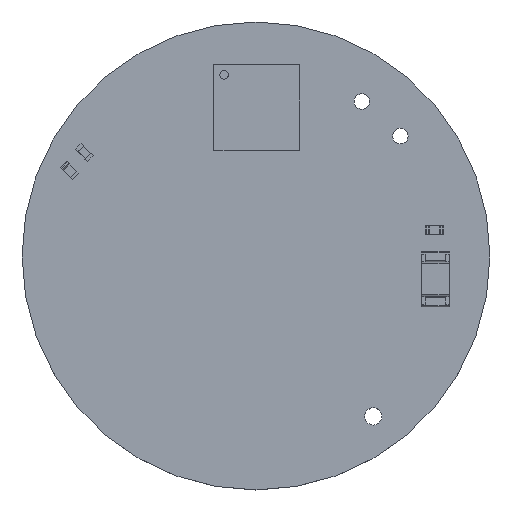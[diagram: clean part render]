
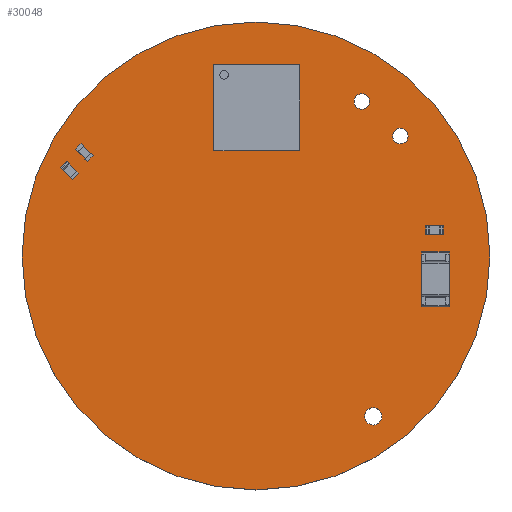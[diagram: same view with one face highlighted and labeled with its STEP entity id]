
A CAD part, top view. The second image highlights one B-rep face of the part: STEP entity #30048.
In plain terms, the highlighted planar face has unit normal (0, 0, 1).
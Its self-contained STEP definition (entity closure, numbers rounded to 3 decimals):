
#29870 = VERTEX_POINT('',#29871);
#29871 = CARTESIAN_POINT('',(13.561,0.,1.6));
#29878 = CYLINDRICAL_SURFACE('',#29879,13.561);
#29879 = AXIS2_PLACEMENT_3D('',#29880,#29881,#29882);
#29880 = CARTESIAN_POINT('',(0.,-0.,0.));
#29881 = DIRECTION('',(-0.,-0.,-1.));
#29882 = DIRECTION('',(1.,0.,-0.));
#29897 = EDGE_CURVE('',#29870,#29870,#29898,.T.);
#29898 = SURFACE_CURVE('',#29899,(#29904,#29911),.PCURVE_S1.);
#29899 = CIRCLE('',#29900,13.561);
#29900 = AXIS2_PLACEMENT_3D('',#29901,#29902,#29903);
#29901 = CARTESIAN_POINT('',(0.,0.,1.6));
#29902 = DIRECTION('',(0.,0.,1.));
#29903 = DIRECTION('',(1.,0.,-0.));
#29904 = PCURVE('',#29878,#29905);
#29905 = DEFINITIONAL_REPRESENTATION('',(#29906),#29910);
#29906 = LINE('',#29907,#29908);
#29907 = CARTESIAN_POINT('',(-0.,-1.6));
#29908 = VECTOR('',#29909,1.);
#29909 = DIRECTION('',(-1.,0.));
#29910 = ( GEOMETRIC_REPRESENTATION_CONTEXT(2) 
PARAMETRIC_REPRESENTATION_CONTEXT() REPRESENTATION_CONTEXT('2D SPACE',''
  ) );
#29911 = PCURVE('',#29912,#29917);
#29912 = PLANE('',#29913);
#29913 = AXIS2_PLACEMENT_3D('',#29914,#29915,#29916);
#29914 = CARTESIAN_POINT('',(0.,0.,1.6)
  );
#29915 = DIRECTION('',(0.,0.,1.));
#29916 = DIRECTION('',(1.,0.,-0.));
#29917 = DEFINITIONAL_REPRESENTATION('',(#29918),#29922);
#29918 = CIRCLE('',#29919,13.561);
#29919 = AXIS2_PLACEMENT_2D('',#29920,#29921);
#29920 = CARTESIAN_POINT('',(0.,0.));
#29921 = DIRECTION('',(1.,0.));
#29922 = ( GEOMETRIC_REPRESENTATION_CONTEXT(2) 
PARAMETRIC_REPRESENTATION_CONTEXT() REPRESENTATION_CONTEXT('2D SPACE',''
  ) );
#29975 = CYLINDRICAL_SURFACE('',#29976,0.45);
#29976 = AXIS2_PLACEMENT_3D('',#29977,#29978,#29979);
#29977 = CARTESIAN_POINT('',(8.365,6.946,-0.8));
#29978 = DIRECTION('',(0.,0.,1.));
#29979 = DIRECTION('',(1.,0.,-0.));
#30006 = CYLINDRICAL_SURFACE('',#30007,0.5);
#30007 = AXIS2_PLACEMENT_3D('',#30008,#30009,#30010);
#30008 = CARTESIAN_POINT('',(6.8,-9.3,-0.8));
#30009 = DIRECTION('',(0.,0.,1.));
#30010 = DIRECTION('',(1.,0.,-0.));
#30037 = CYLINDRICAL_SURFACE('',#30038,0.45);
#30038 = AXIS2_PLACEMENT_3D('',#30039,#30040,#30041);
#30039 = CARTESIAN_POINT('',(6.135,8.954,-0.8));
#30040 = DIRECTION('',(0.,0.,1.));
#30041 = DIRECTION('',(1.,0.,-0.));
#30048 = ADVANCED_FACE('',(#30049,#30052,#30078,#30104),#29912,.T.);
#30049 = FACE_BOUND('',#30050,.T.);
#30050 = EDGE_LOOP('',(#30051));
#30051 = ORIENTED_EDGE('',*,*,#29897,.T.);
#30052 = FACE_BOUND('',#30053,.T.);
#30053 = EDGE_LOOP('',(#30054));
#30054 = ORIENTED_EDGE('',*,*,#30055,.F.);
#30055 = EDGE_CURVE('',#30056,#30056,#30058,.T.);
#30056 = VERTEX_POINT('',#30057);
#30057 = CARTESIAN_POINT('',(8.815,6.946,1.6));
#30058 = SURFACE_CURVE('',#30059,(#30064,#30071),.PCURVE_S1.);
#30059 = CIRCLE('',#30060,0.45);
#30060 = AXIS2_PLACEMENT_3D('',#30061,#30062,#30063);
#30061 = CARTESIAN_POINT('',(8.365,6.946,1.6));
#30062 = DIRECTION('',(0.,0.,1.));
#30063 = DIRECTION('',(1.,0.,-0.));
#30064 = PCURVE('',#29912,#30065);
#30065 = DEFINITIONAL_REPRESENTATION('',(#30066),#30070);
#30066 = CIRCLE('',#30067,0.45);
#30067 = AXIS2_PLACEMENT_2D('',#30068,#30069);
#30068 = CARTESIAN_POINT('',(8.365,6.946));
#30069 = DIRECTION('',(1.,0.));
#30070 = ( GEOMETRIC_REPRESENTATION_CONTEXT(2) 
PARAMETRIC_REPRESENTATION_CONTEXT() REPRESENTATION_CONTEXT('2D SPACE',''
  ) );
#30071 = PCURVE('',#29975,#30072);
#30072 = DEFINITIONAL_REPRESENTATION('',(#30073),#30077);
#30073 = LINE('',#30074,#30075);
#30074 = CARTESIAN_POINT('',(0.,2.4));
#30075 = VECTOR('',#30076,1.);
#30076 = DIRECTION('',(1.,0.));
#30077 = ( GEOMETRIC_REPRESENTATION_CONTEXT(2) 
PARAMETRIC_REPRESENTATION_CONTEXT() REPRESENTATION_CONTEXT('2D SPACE',''
  ) );
#30078 = FACE_BOUND('',#30079,.T.);
#30079 = EDGE_LOOP('',(#30080));
#30080 = ORIENTED_EDGE('',*,*,#30081,.F.);
#30081 = EDGE_CURVE('',#30082,#30082,#30084,.T.);
#30082 = VERTEX_POINT('',#30083);
#30083 = CARTESIAN_POINT('',(7.3,-9.3,1.6));
#30084 = SURFACE_CURVE('',#30085,(#30090,#30097),.PCURVE_S1.);
#30085 = CIRCLE('',#30086,0.5);
#30086 = AXIS2_PLACEMENT_3D('',#30087,#30088,#30089);
#30087 = CARTESIAN_POINT('',(6.8,-9.3,1.6));
#30088 = DIRECTION('',(0.,0.,1.));
#30089 = DIRECTION('',(1.,0.,-0.));
#30090 = PCURVE('',#29912,#30091);
#30091 = DEFINITIONAL_REPRESENTATION('',(#30092),#30096);
#30092 = CIRCLE('',#30093,0.5);
#30093 = AXIS2_PLACEMENT_2D('',#30094,#30095);
#30094 = CARTESIAN_POINT('',(6.8,-9.3));
#30095 = DIRECTION('',(1.,0.));
#30096 = ( GEOMETRIC_REPRESENTATION_CONTEXT(2) 
PARAMETRIC_REPRESENTATION_CONTEXT() REPRESENTATION_CONTEXT('2D SPACE',''
  ) );
#30097 = PCURVE('',#30006,#30098);
#30098 = DEFINITIONAL_REPRESENTATION('',(#30099),#30103);
#30099 = LINE('',#30100,#30101);
#30100 = CARTESIAN_POINT('',(0.,2.4));
#30101 = VECTOR('',#30102,1.);
#30102 = DIRECTION('',(1.,0.));
#30103 = ( GEOMETRIC_REPRESENTATION_CONTEXT(2) 
PARAMETRIC_REPRESENTATION_CONTEXT() REPRESENTATION_CONTEXT('2D SPACE',''
  ) );
#30104 = FACE_BOUND('',#30105,.T.);
#30105 = EDGE_LOOP('',(#30106));
#30106 = ORIENTED_EDGE('',*,*,#30107,.F.);
#30107 = EDGE_CURVE('',#30108,#30108,#30110,.T.);
#30108 = VERTEX_POINT('',#30109);
#30109 = CARTESIAN_POINT('',(6.585,8.954,1.6));
#30110 = SURFACE_CURVE('',#30111,(#30116,#30123),.PCURVE_S1.);
#30111 = CIRCLE('',#30112,0.45);
#30112 = AXIS2_PLACEMENT_3D('',#30113,#30114,#30115);
#30113 = CARTESIAN_POINT('',(6.135,8.954,1.6));
#30114 = DIRECTION('',(0.,0.,1.));
#30115 = DIRECTION('',(1.,0.,-0.));
#30116 = PCURVE('',#29912,#30117);
#30117 = DEFINITIONAL_REPRESENTATION('',(#30118),#30122);
#30118 = CIRCLE('',#30119,0.45);
#30119 = AXIS2_PLACEMENT_2D('',#30120,#30121);
#30120 = CARTESIAN_POINT('',(6.135,8.954));
#30121 = DIRECTION('',(1.,0.));
#30122 = ( GEOMETRIC_REPRESENTATION_CONTEXT(2) 
PARAMETRIC_REPRESENTATION_CONTEXT() REPRESENTATION_CONTEXT('2D SPACE',''
  ) );
#30123 = PCURVE('',#30037,#30124);
#30124 = DEFINITIONAL_REPRESENTATION('',(#30125),#30129);
#30125 = LINE('',#30126,#30127);
#30126 = CARTESIAN_POINT('',(0.,2.4));
#30127 = VECTOR('',#30128,1.);
#30128 = DIRECTION('',(1.,0.));
#30129 = ( GEOMETRIC_REPRESENTATION_CONTEXT(2) 
PARAMETRIC_REPRESENTATION_CONTEXT() REPRESENTATION_CONTEXT('2D SPACE',''
  ) );
